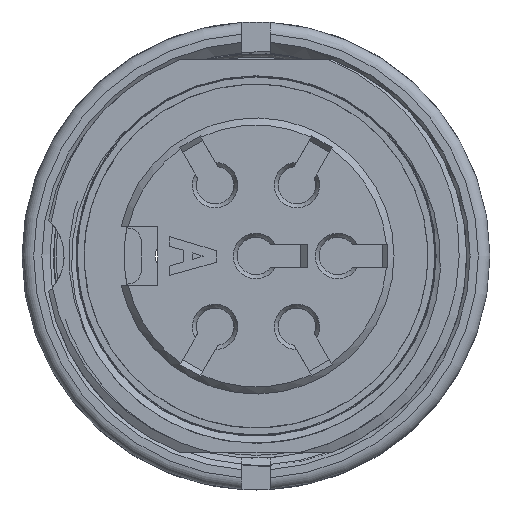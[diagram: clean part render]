
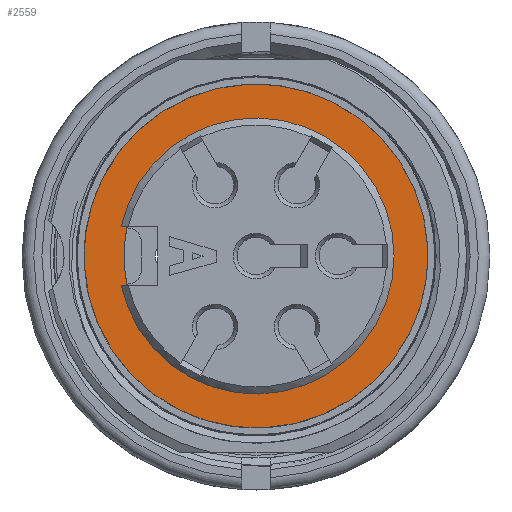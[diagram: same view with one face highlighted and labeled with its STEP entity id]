
A CAD part, front view. The second image highlights one B-rep face of the part: STEP entity #2559.
In plain terms, the highlighted planar face has unit normal (0, -1, 0).
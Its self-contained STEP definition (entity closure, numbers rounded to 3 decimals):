
#1698=FACE_BOUND('',#4230,.T.);
#1699=FACE_BOUND('',#4231,.T.);
#2119=CIRCLE('',#14698,5.9);
#2133=CIRCLE('',#14769,7.35);
#2134=CIRCLE('',#14771,5.65);
#2559=ADVANCED_FACE('',(#1698,#1699),#3102,.T.);
#3102=PLANE('',#14773);
#4230=EDGE_LOOP('',(#6740));
#4231=EDGE_LOOP('',(#6741,#6742,#6743,#6744));
#6740=ORIENTED_EDGE('',*,*,#11138,.T.);
#6741=ORIENTED_EDGE('',*,*,#11012,.F.);
#6742=ORIENTED_EDGE('',*,*,#10706,.T.);
#6743=ORIENTED_EDGE('',*,*,#11139,.T.);
#6744=ORIENTED_EDGE('',*,*,#10700,.T.);
#9338=VERTEX_POINT('',#26904);
#9339=VERTEX_POINT('',#26906);
#9342=VERTEX_POINT('',#26917);
#9343=VERTEX_POINT('',#26919);
#9625=VERTEX_POINT('',#27868);
#10700=EDGE_CURVE('',#9339,#9338,#12385,.T.);
#10706=EDGE_CURVE('',#9343,#9342,#12391,.T.);
#11012=EDGE_CURVE('',#9343,#9338,#2119,.T.);
#11138=EDGE_CURVE('',#9625,#9625,#2133,.T.);
#11139=EDGE_CURVE('',#9342,#9339,#2134,.T.);
#12385=LINE('',#26905,#13465);
#12391=LINE('',#26918,#13471);
#13465=VECTOR('',#15606,1.);
#13471=VECTOR('',#15618,1.);
#14698=AXIS2_PLACEMENT_3D('',#27543,#16190,#16191);
#14769=AXIS2_PLACEMENT_3D('',#27867,#16417,#16418);
#14771=AXIS2_PLACEMENT_3D('',#27870,#16421,#16422);
#14773=AXIS2_PLACEMENT_3D('',#27872,#16425,#16426);
#15606=DIRECTION('',(-1.,0.,0.));
#15618=DIRECTION('',(1.,0.,0.));
#16190=DIRECTION('',(0.,-1.,0.));
#16191=DIRECTION('',(0.,0.,-1.));
#16417=DIRECTION('',(0.,-1.,0.));
#16418=DIRECTION('',(0.547,0.,-0.837));
#16421=DIRECTION('',(0.,1.,0.));
#16422=DIRECTION('',(0.547,0.,-0.837));
#16425=DIRECTION('',(0.,-1.,0.));
#16426=DIRECTION('',(0.837,0.,0.547));
#26904=CARTESIAN_POINT('',(-5.17,-17.756,1.25));
#26905=CARTESIAN_POINT('',(-3.604,-17.756,1.25));
#26906=CARTESIAN_POINT('',(-4.914,-17.756,1.25));
#26917=CARTESIAN_POINT('',(-4.914,-17.756,-1.25));
#26918=CARTESIAN_POINT('',(-5.783,-17.756,-1.25));
#26919=CARTESIAN_POINT('',(-5.17,-17.756,-1.25));
#27543=CARTESIAN_POINT('',(0.596,-17.756,0.));
#27867=CARTESIAN_POINT('',(0.596,-17.756,0.));
#27868=CARTESIAN_POINT('',(4.616,-17.756,-6.153));
#27870=CARTESIAN_POINT('',(0.596,-17.756,0.));
#27872=CARTESIAN_POINT('',(0.596,-17.756,0.));
